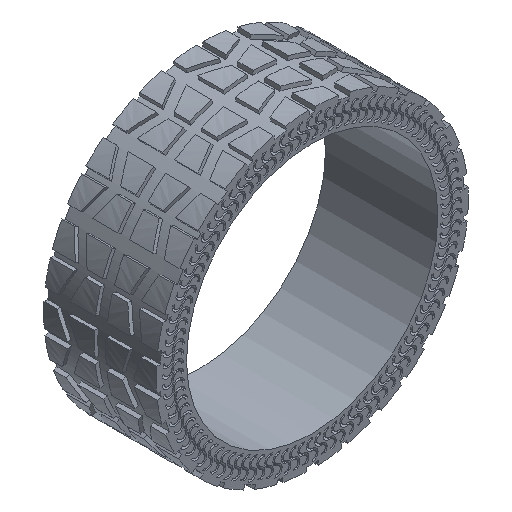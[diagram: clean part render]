
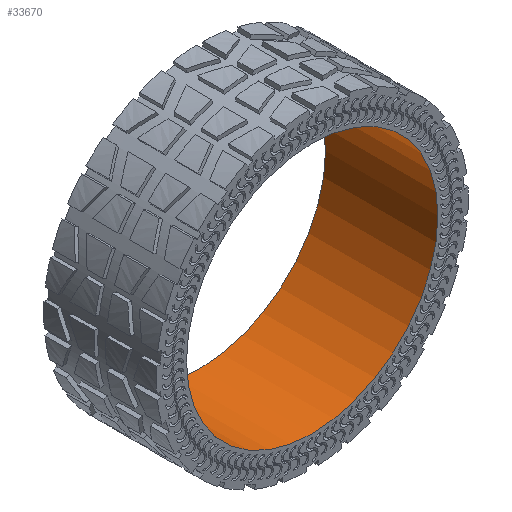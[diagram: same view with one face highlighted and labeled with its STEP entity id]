
A CAD part, isometric view. The second image highlights one B-rep face of the part: STEP entity #33670.
In plain terms, the highlighted cylindrical face has radius 32.2 mm (diameter 64.4 mm), a full revolution.
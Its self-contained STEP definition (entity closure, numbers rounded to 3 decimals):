
#5564 = EDGE_CURVE('',#5565,#5565,#5567,.T.);
#5565 = VERTEX_POINT('',#5566);
#5566 = CARTESIAN_POINT('',(32.2,-28.,0.));
#5567 = CIRCLE('',#5568,32.2);
#5568 = AXIS2_PLACEMENT_3D('',#5569,#5570,#5571);
#5569 = CARTESIAN_POINT('',(0.,-28.,0.));
#5570 = DIRECTION('',(0.,-1.,0.));
#5571 = DIRECTION('',(1.,0.,0.));
#33670 = ADVANCED_FACE('',(#33671),#33690,.F.);
#33671 = FACE_BOUND('',#33672,.T.);
#33672 = EDGE_LOOP('',(#33673,#33681,#33688,#33689));
#33673 = ORIENTED_EDGE('',*,*,#33674,.T.);
#33674 = EDGE_CURVE('',#5565,#33675,#33677,.T.);
#33675 = VERTEX_POINT('',#33676);
#33676 = CARTESIAN_POINT('',(32.2,-56.8,0.));
#33677 = LINE('',#33678,#33679);
#33678 = CARTESIAN_POINT('',(32.2,-28.,0.));
#33679 = VECTOR('',#33680,1.);
#33680 = DIRECTION('',(0.,-1.,0.));
#33681 = ORIENTED_EDGE('',*,*,#33682,.T.);
#33682 = EDGE_CURVE('',#33675,#33675,#33683,.T.);
#33683 = CIRCLE('',#33684,32.2);
#33684 = AXIS2_PLACEMENT_3D('',#33685,#33686,#33687);
#33685 = CARTESIAN_POINT('',(0.,-56.8,0.));
#33686 = DIRECTION('',(0.,-1.,0.));
#33687 = DIRECTION('',(1.,0.,0.));
#33688 = ORIENTED_EDGE('',*,*,#33674,.F.);
#33689 = ORIENTED_EDGE('',*,*,#5564,.F.);
#33690 = CYLINDRICAL_SURFACE('',#33691,32.2);
#33691 = AXIS2_PLACEMENT_3D('',#33692,#33693,#33694);
#33692 = CARTESIAN_POINT('',(0.,-28.,0.));
#33693 = DIRECTION('',(0.,1.,0.));
#33694 = DIRECTION('',(1.,0.,0.));
